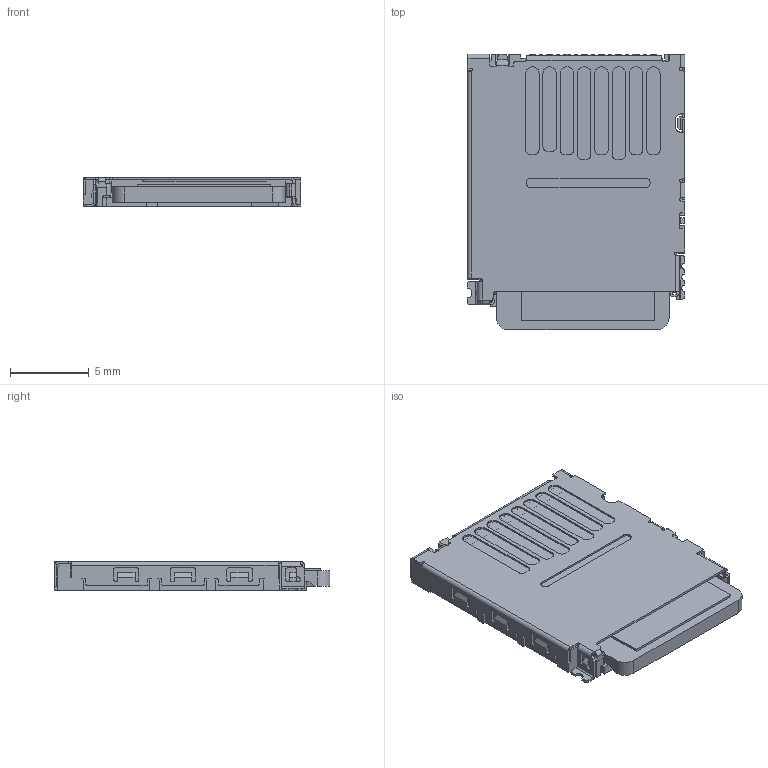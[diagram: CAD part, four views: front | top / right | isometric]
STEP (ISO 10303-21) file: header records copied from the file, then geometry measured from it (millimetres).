
FILE_DESCRIPTION(/* description */ (''),/* implementation_level */ '2;1');
FILE_NAME(/* name */ 'DM3BT-DSF-PEJS.step',/* time_stamp */ '2026-01-11T14:57:45-06:00',/* author */ (''),/* organization */ (''),/* preprocessor_version */ 'ST-DEVELOPER v20.1',/* originating_system */ 'Autodesk Translation Framework v14.17.0.0',/* authorisation */ '');
FILE_SCHEMA (('AUTOMOTIVE_DESIGN { 1 0 10303 214 3 1 1 }'));
Length unit declared in the file: millimetre
Products named in the file (6): (Unsaved); DM3BT-DSF-PEJS v1; CARD; CARD_1; DM3BT; DM3BT_1
Assembly tree (5 placements, depth 4):
  (Unsaved)
    DM3BT-DSF-PEJS v1
      CARD
        CARD_1
      DM3BT
        DM3BT_1
Bounding box: 13.85 x 17.55 x 1.83 mm (x, y, z)
Volume: 316 mm3; surface area: 1305.4 mm2
Topology: 2 solids, 21 shells, 1093 faces, 3017 edges, 1983 vertices
Faces by surface type: plane 882, cylinder 206, bspline 4, cone 1
Entity records: 34840 total; most frequent: CARTESIAN_POINT 6398, ORIENTED_EDGE 6034, DIRECTION 5673, EDGE_CURVE 3017, LINE 2537, VECTOR 2537, VERTEX_POINT 1983, AXIS2_PLACEMENT_3D 1568
